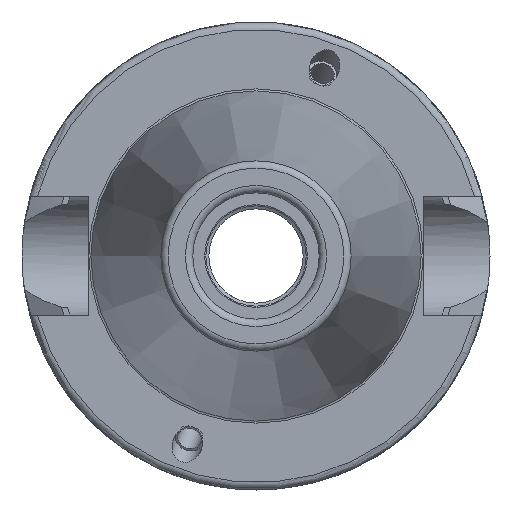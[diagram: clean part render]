
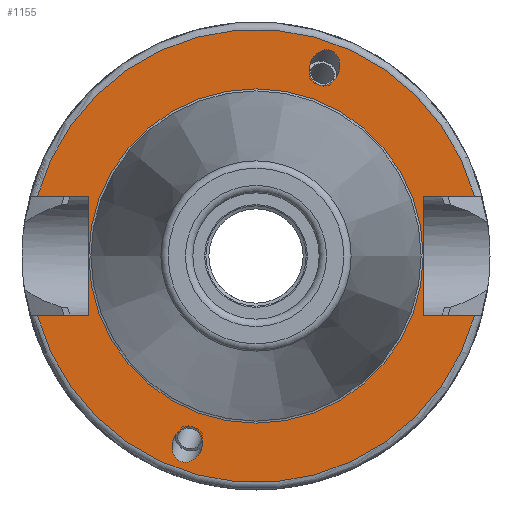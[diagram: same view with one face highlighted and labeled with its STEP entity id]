
A CAD part, left-side view. The second image highlights one B-rep face of the part: STEP entity #1155.
In plain terms, the highlighted planar face has unit normal (-1, 0, 0).
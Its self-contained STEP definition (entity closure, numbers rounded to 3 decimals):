
#27=ELLIPSE('',#1235,2.442,2.);
#36=ELLIPSE('',#1258,2.442,2.);
#63=PLANE('',#1309);
#86=FACE_BOUND('',#311,.T.);
#87=FACE_BOUND('',#312,.T.);
#88=FACE_BOUND('',#313,.T.);
#127=CIRCLE('',#1286,30.5);
#139=CIRCLE('',#1308,22.5);
#140=CIRCLE('',#1310,30.5);
#233=FACE_OUTER_BOUND('',#310,.T.);
#310=EDGE_LOOP('',(#1036,#1037,#1038,#1039,#1040,#1041,#1042,#1043));
#311=EDGE_LOOP('',(#1044));
#312=EDGE_LOOP('',(#1045));
#313=EDGE_LOOP('',(#1046));
#387=LINE('',#2255,#447);
#391=LINE('',#2263,#451);
#394=LINE('',#2283,#454);
#405=LINE('',#2383,#465);
#408=LINE('',#2404,#468);
#410=LINE('',#2407,#470);
#447=VECTOR('',#1517,10.);
#451=VECTOR('',#1523,10.);
#454=VECTOR('',#1528,10.);
#465=VECTOR('',#1583,10.);
#468=VECTOR('',#1588,10.);
#470=VECTOR('',#1592,10.);
#510=VERTEX_POINT('',#2087);
#525=VERTEX_POINT('',#2168);
#543=VERTEX_POINT('',#2243);
#544=VERTEX_POINT('',#2254);
#546=VERTEX_POINT('',#2260);
#547=VERTEX_POINT('',#2262);
#562=VERTEX_POINT('',#2343);
#569=VERTEX_POINT('',#2380);
#570=VERTEX_POINT('',#2382);
#574=VERTEX_POINT('',#2403);
#582=VERTEX_POINT('',#2433);
#638=EDGE_CURVE('',#510,#510,#27,.T.);
#661=EDGE_CURVE('',#525,#525,#36,.T.);
#682=EDGE_CURVE('',#544,#543,#387,.T.);
#686=EDGE_CURVE('',#547,#546,#391,.T.);
#691=EDGE_CURVE('',#546,#544,#394,.T.);
#711=EDGE_CURVE('',#547,#562,#127,.T.);
#721=EDGE_CURVE('',#570,#569,#405,.T.);
#726=EDGE_CURVE('',#574,#562,#408,.T.);
#728=EDGE_CURVE('',#569,#574,#410,.T.);
#742=EDGE_CURVE('',#582,#582,#139,.T.);
#743=EDGE_CURVE('',#570,#543,#140,.T.);
#1036=ORIENTED_EDGE('',*,*,#682,.T.);
#1037=ORIENTED_EDGE('',*,*,#743,.F.);
#1038=ORIENTED_EDGE('',*,*,#721,.T.);
#1039=ORIENTED_EDGE('',*,*,#728,.T.);
#1040=ORIENTED_EDGE('',*,*,#726,.T.);
#1041=ORIENTED_EDGE('',*,*,#711,.F.);
#1042=ORIENTED_EDGE('',*,*,#686,.T.);
#1043=ORIENTED_EDGE('',*,*,#691,.T.);
#1044=ORIENTED_EDGE('',*,*,#638,.T.);
#1045=ORIENTED_EDGE('',*,*,#661,.T.);
#1046=ORIENTED_EDGE('',*,*,#742,.T.);
#1155=ADVANCED_FACE('',(#233,#86,#87,#88),#63,.T.);
#1235=AXIS2_PLACEMENT_3D('',#2089,#1439,#1440);
#1258=AXIS2_PLACEMENT_3D('',#2170,#1492,#1493);
#1286=AXIS2_PLACEMENT_3D('',#2344,#1570,#1571);
#1308=AXIS2_PLACEMENT_3D('',#2435,#1628,#1629);
#1309=AXIS2_PLACEMENT_3D('',#2436,#1630,#1631);
#1310=AXIS2_PLACEMENT_3D('',#2437,#1632,#1633);
#1439=DIRECTION('center_axis',(1.,0.,0.));
#1440=DIRECTION('ref_axis',(0.,-0.342,0.94));
#1492=DIRECTION('center_axis',(1.,0.,0.));
#1493=DIRECTION('ref_axis',(0.,0.342,-0.94));
#1517=DIRECTION('',(0.,-1.,0.));
#1523=DIRECTION('',(0.,1.,0.));
#1528=DIRECTION('',(0.,0.,1.));
#1570=DIRECTION('center_axis',(1.,0.,0.));
#1571=DIRECTION('ref_axis',(0.,0.,-1.));
#1583=DIRECTION('',(0.,-1.,0.));
#1588=DIRECTION('',(0.,1.,0.));
#1592=DIRECTION('',(0.,0.,-1.));
#1628=DIRECTION('center_axis',(1.,0.,0.));
#1629=DIRECTION('ref_axis',(0.,0.,-1.));
#1630=DIRECTION('center_axis',(-1.,0.,0.));
#1631=DIRECTION('ref_axis',(0.,0.,1.));
#1632=DIRECTION('center_axis',(1.,0.,0.));
#1633=DIRECTION('ref_axis',(0.,0.,-1.));
#2087=CARTESIAN_POINT('',(2.,-8.399,23.077));
#2089=CARTESIAN_POINT('Origin',(2.,-9.235,25.372));
#2168=CARTESIAN_POINT('',(2.,8.399,-23.077));
#2170=CARTESIAN_POINT('Origin',(2.,9.235,-25.372));
#2243=CARTESIAN_POINT('',(2.,-29.418,8.05));
#2254=CARTESIAN_POINT('',(2.,-22.6,8.05));
#2255=CARTESIAN_POINT('',(2.,3.95,8.05));
#2260=CARTESIAN_POINT('',(2.,-22.6,-8.05));
#2262=CARTESIAN_POINT('',(2.,-29.418,-8.05));
#2263=CARTESIAN_POINT('',(2.,3.95,-8.05));
#2283=CARTESIAN_POINT('',(2.,-22.6,0.));
#2343=CARTESIAN_POINT('',(2.,29.418,-8.05));
#2344=CARTESIAN_POINT('Origin',(2.,0.,0.));
#2380=CARTESIAN_POINT('',(2.,22.6,8.05));
#2382=CARTESIAN_POINT('',(2.,29.418,8.05));
#2383=CARTESIAN_POINT('',(2.,26.55,8.05));
#2403=CARTESIAN_POINT('',(2.,22.6,-8.05));
#2404=CARTESIAN_POINT('',(2.,26.55,-8.05));
#2407=CARTESIAN_POINT('',(2.,22.6,0.));
#2433=CARTESIAN_POINT('',(2.,0.,22.5));
#2435=CARTESIAN_POINT('Origin',(2.,0.,0.));
#2436=CARTESIAN_POINT('Origin',(2.,30.5,0.));
#2437=CARTESIAN_POINT('Origin',(2.,0.,0.));
